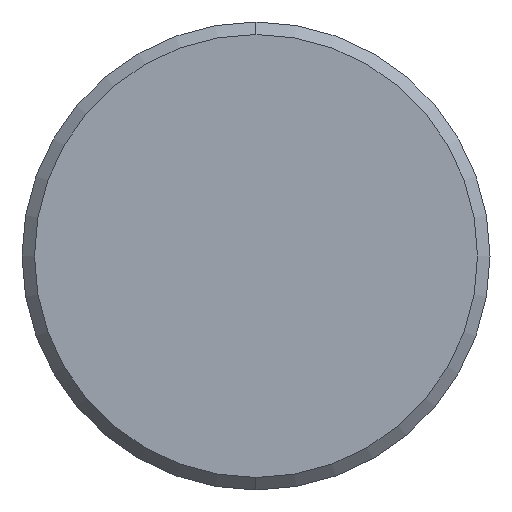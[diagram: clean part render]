
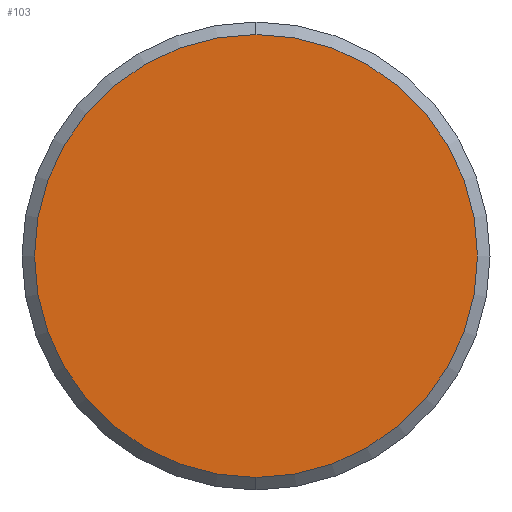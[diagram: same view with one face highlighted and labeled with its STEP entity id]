
A CAD part, left-side view. The second image highlights one B-rep face of the part: STEP entity #103.
In plain terms, the highlighted planar face has unit normal (-1, 0, 0).
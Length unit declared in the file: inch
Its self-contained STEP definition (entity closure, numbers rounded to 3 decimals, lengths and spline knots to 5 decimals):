
#3 = DIRECTION ( 'NONE',  ( 0., 0., -1. ) ) ;
#7 = PLANE ( 'NONE',  #115 ) ;
#12 = FACE_OUTER_BOUND ( 'NONE', #22, .T. ) ;
#20 = ORIENTED_EDGE ( 'NONE', *, *, #252, .T. ) ;
#22 = EDGE_LOOP ( 'NONE', ( #180, #20 ) ) ;
#38 = EDGE_CURVE ( 'NONE', #191, #168, #238, .T. ) ;
#61 = AXIS2_PLACEMENT_3D ( 'NONE', #186, #255, #188 ) ;
#74 = DIRECTION ( 'NONE',  ( 0., 0., -1. ) ) ;
#103 = ADVANCED_FACE ( 'NONE', ( #12 ), #7, .F. ) ;
#115 = AXIS2_PLACEMENT_3D ( 'NONE', #130, #133, #74 ) ;
#118 = CARTESIAN_POINT ( 'NONE',  ( -9., 0., 0.1775 ) ) ;
#130 = CARTESIAN_POINT ( 'NONE',  ( -9., 0., 0. ) ) ;
#132 = CARTESIAN_POINT ( 'NONE',  ( -9., 0., 0. ) ) ;
#133 = DIRECTION ( 'NONE',  ( 1., 0., 0. ) ) ;
#147 = DIRECTION ( 'NONE',  ( -1., 0., 0. ) ) ;
#160 = CARTESIAN_POINT ( 'NONE',  ( -9., 0., -0.1775 ) ) ;
#168 = VERTEX_POINT ( 'NONE', #118 ) ;
#180 = ORIENTED_EDGE ( 'NONE', *, *, #38, .T. ) ;
#186 = CARTESIAN_POINT ( 'NONE',  ( -9., 0., 0. ) ) ;
#188 = DIRECTION ( 'NONE',  ( 0., 0., -1. ) ) ;
#191 = VERTEX_POINT ( 'NONE', #160 ) ;
#226 = CIRCLE ( 'NONE', #61, 0.1775 ) ;
#238 = CIRCLE ( 'NONE', #239, 0.1775 ) ;
#239 = AXIS2_PLACEMENT_3D ( 'NONE', #132, #147, #3 ) ;
#252 = EDGE_CURVE ( 'NONE', #168, #191, #226, .T. ) ;
#255 = DIRECTION ( 'NONE',  ( -1., 0., 0. ) ) ;
